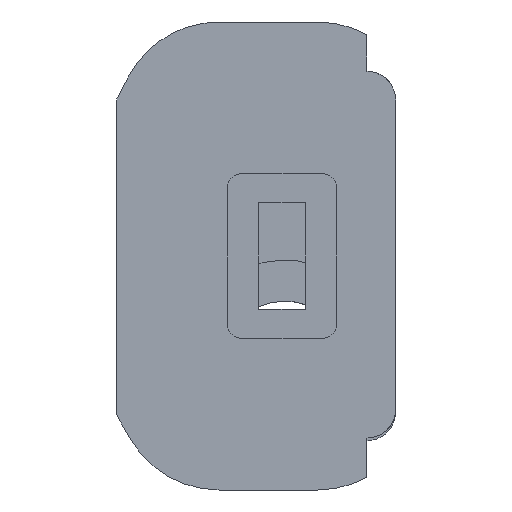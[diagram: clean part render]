
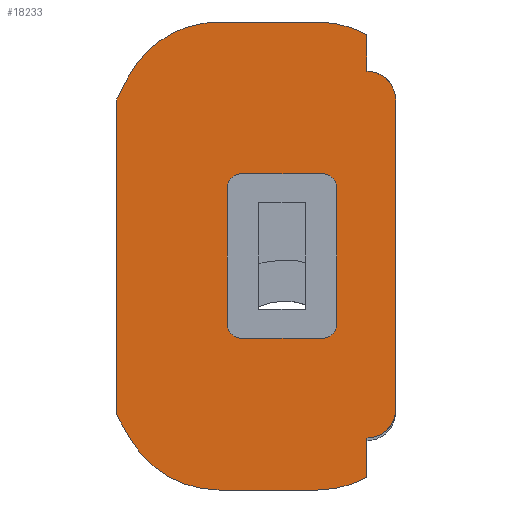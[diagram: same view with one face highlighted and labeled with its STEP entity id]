
A CAD part, left-side view. The second image highlights one B-rep face of the part: STEP entity #18233.
In plain terms, the highlighted planar face has unit normal (-1, 0, 0).
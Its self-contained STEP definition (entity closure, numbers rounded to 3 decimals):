
#2201=FACE_BOUND('',#3532,.T.);
#2291=CIRCLE('',#19288,1.);
#2292=CIRCLE('',#19291,1.);
#2294=CIRCLE('',#19308,2.1);
#2312=CIRCLE('',#19338,7.5);
#2313=CIRCLE('',#19340,7.5);
#2314=CIRCLE('',#19342,7.5);
#2315=CIRCLE('',#19345,7.5);
#2316=CIRCLE('',#19350,2.1);
#2317=CIRCLE('',#19351,1.);
#2318=CIRCLE('',#19352,1.);
#2493=FACE_OUTER_BOUND('',#3531,.T.);
#3531=EDGE_LOOP('',(#13410,#13411,#13412,#13413,#13414,#13415,#13416,#13417,
#13418,#13419,#13420,#13421,#13422,#13423));
#3532=EDGE_LOOP('',(#13424,#13425,#13426,#13427,#13428,#13429,#13430,#13431));
#4562=LINE('',#22216,#5920);
#4754=LINE('',#26266,#6112);
#4757=LINE('',#26274,#6115);
#4784=LINE('',#26336,#6142);
#4810=LINE('',#26428,#6168);
#4813=LINE('',#26436,#6171);
#4815=LINE('',#26439,#6173);
#4816=LINE('',#26441,#6174);
#4817=LINE('',#26443,#6175);
#4818=LINE('',#26446,#6176);
#4819=LINE('',#26448,#6177);
#4820=LINE('',#26452,#6178);
#5920=VECTOR('',#19841,10.);
#6112=VECTOR('',#20255,10.);
#6115=VECTOR('',#20264,10.);
#6142=VECTOR('',#20325,10.);
#6168=VECTOR('',#20419,10.);
#6171=VECTOR('',#20428,10.);
#6173=VECTOR('',#20432,10.);
#6174=VECTOR('',#20435,10.);
#6175=VECTOR('',#20438,10.);
#6176=VECTOR('',#20441,10.);
#6177=VECTOR('',#20442,10.);
#6178=VECTOR('',#20445,10.);
#7274=VERTEX_POINT('',#22209);
#7277=VERTEX_POINT('',#22214);
#8052=VERTEX_POINT('',#26258);
#8053=VERTEX_POINT('',#26260);
#8054=VERTEX_POINT('',#26264);
#8055=VERTEX_POINT('',#26268);
#8056=VERTEX_POINT('',#26272);
#8072=VERTEX_POINT('',#26328);
#8073=VERTEX_POINT('',#26330);
#8074=VERTEX_POINT('',#26334);
#8101=VERTEX_POINT('',#26410);
#8102=VERTEX_POINT('',#26412);
#8103=VERTEX_POINT('',#26416);
#8104=VERTEX_POINT('',#26418);
#8105=VERTEX_POINT('',#26422);
#8106=VERTEX_POINT('',#26424);
#8107=VERTEX_POINT('',#26430);
#8108=VERTEX_POINT('',#26432);
#8109=VERTEX_POINT('',#26444);
#8110=VERTEX_POINT('',#26447);
#8111=VERTEX_POINT('',#26449);
#8112=VERTEX_POINT('',#26451);
#9245=EDGE_CURVE('',#7277,#7274,#4562,.T.);
#10086=EDGE_CURVE('',#8053,#8052,#2291,.T.);
#10089=EDGE_CURVE('',#8052,#8054,#4754,.T.);
#10091=EDGE_CURVE('',#8054,#8055,#2292,.T.);
#10093=EDGE_CURVE('',#8055,#8056,#4757,.T.);
#10121=EDGE_CURVE('',#8072,#8073,#2294,.T.);
#10124=EDGE_CURVE('',#8072,#8074,#4784,.T.);
#10163=EDGE_CURVE('',#8101,#8102,#2312,.T.);
#10165=EDGE_CURVE('',#8104,#8103,#2313,.T.);
#10168=EDGE_CURVE('',#8106,#8105,#2314,.T.);
#10170=EDGE_CURVE('',#8105,#7274,#4810,.T.);
#10172=EDGE_CURVE('',#8108,#8107,#2315,.T.);
#10174=EDGE_CURVE('',#7277,#8108,#4813,.T.);
#10176=EDGE_CURVE('',#8103,#8073,#4815,.T.);
#10177=EDGE_CURVE('',#8102,#8106,#4816,.T.);
#10178=EDGE_CURVE('',#8104,#8107,#4817,.T.);
#10179=EDGE_CURVE('',#8109,#8074,#2316,.T.);
#10180=EDGE_CURVE('',#8109,#8101,#4818,.T.);
#10181=EDGE_CURVE('',#8110,#8053,#4819,.T.);
#10182=EDGE_CURVE('',#8056,#8111,#2317,.T.);
#10183=EDGE_CURVE('',#8111,#8112,#4820,.T.);
#10184=EDGE_CURVE('',#8112,#8110,#2318,.T.);
#13410=ORIENTED_EDGE('',*,*,#10163,.T.);
#13411=ORIENTED_EDGE('',*,*,#10177,.T.);
#13412=ORIENTED_EDGE('',*,*,#10168,.T.);
#13413=ORIENTED_EDGE('',*,*,#10170,.T.);
#13414=ORIENTED_EDGE('',*,*,#9245,.F.);
#13415=ORIENTED_EDGE('',*,*,#10174,.T.);
#13416=ORIENTED_EDGE('',*,*,#10172,.T.);
#13417=ORIENTED_EDGE('',*,*,#10178,.F.);
#13418=ORIENTED_EDGE('',*,*,#10165,.T.);
#13419=ORIENTED_EDGE('',*,*,#10176,.T.);
#13420=ORIENTED_EDGE('',*,*,#10121,.F.);
#13421=ORIENTED_EDGE('',*,*,#10124,.T.);
#13422=ORIENTED_EDGE('',*,*,#10179,.F.);
#13423=ORIENTED_EDGE('',*,*,#10180,.T.);
#13424=ORIENTED_EDGE('',*,*,#10181,.T.);
#13425=ORIENTED_EDGE('',*,*,#10086,.T.);
#13426=ORIENTED_EDGE('',*,*,#10089,.T.);
#13427=ORIENTED_EDGE('',*,*,#10091,.T.);
#13428=ORIENTED_EDGE('',*,*,#10093,.T.);
#13429=ORIENTED_EDGE('',*,*,#10182,.T.);
#13430=ORIENTED_EDGE('',*,*,#10183,.T.);
#13431=ORIENTED_EDGE('',*,*,#10184,.T.);
#17947=PLANE('',#19349);
#18233=ADVANCED_FACE('',(#2493,#2201),#17947,.T.);
#19288=AXIS2_PLACEMENT_3D('',#26261,#20249,#20250);
#19291=AXIS2_PLACEMENT_3D('',#26270,#20259,#20260);
#19308=AXIS2_PLACEMENT_3D('',#26331,#20319,#20320);
#19338=AXIS2_PLACEMENT_3D('',#26414,#20403,#20404);
#19340=AXIS2_PLACEMENT_3D('',#26419,#20408,#20409);
#19342=AXIS2_PLACEMENT_3D('',#26425,#20414,#20415);
#19345=AXIS2_PLACEMENT_3D('',#26433,#20423,#20424);
#19349=AXIS2_PLACEMENT_3D('',#26442,#20436,#20437);
#19350=AXIS2_PLACEMENT_3D('',#26445,#20439,#20440);
#19351=AXIS2_PLACEMENT_3D('',#26450,#20443,#20444);
#19352=AXIS2_PLACEMENT_3D('',#26453,#20446,#20447);
#19841=DIRECTION('',(0.,0.,1.));
#20249=DIRECTION('center_axis',(1.,0.,0.));
#20250=DIRECTION('ref_axis',(0.,0.,-1.));
#20255=DIRECTION('',(0.,1.,0.));
#20259=DIRECTION('center_axis',(1.,0.,0.));
#20260=DIRECTION('ref_axis',(0.,1.,0.));
#20264=DIRECTION('',(0.,0.,1.));
#20319=DIRECTION('center_axis',(1.,0.,0.));
#20320=DIRECTION('ref_axis',(0.,-0.707,-0.707));
#20325=DIRECTION('',(0.,0.,1.));
#20403=DIRECTION('center_axis',(-1.,0.,0.));
#20404=DIRECTION('ref_axis',(0.,-1.,0.));
#20408=DIRECTION('center_axis',(-1.,0.,0.));
#20409=DIRECTION('ref_axis',(0.,0.,-1.));
#20414=DIRECTION('center_axis',(-1.,0.,0.));
#20415=DIRECTION('ref_axis',(0.,0.,1.));
#20419=DIRECTION('',(0.,0.454,-0.891));
#20423=DIRECTION('center_axis',(-1.,0.,0.));
#20424=DIRECTION('ref_axis',(0.,1.,0.));
#20428=DIRECTION('',(0.,-0.498,-0.867));
#20432=DIRECTION('',(0.,0.,1.));
#20435=DIRECTION('',(0.,1.,0.));
#20436=DIRECTION('center_axis',(-1.,0.,0.));
#20437=DIRECTION('ref_axis',(0.,0.,1.));
#20438=DIRECTION('',(0.,1.,0.));
#20439=DIRECTION('center_axis',(1.,0.,0.));
#20440=DIRECTION('ref_axis',(0.,-0.707,0.707));
#20441=DIRECTION('',(0.,0.,1.));
#20442=DIRECTION('',(0.,0.,-1.));
#20443=DIRECTION('center_axis',(1.,0.,0.));
#20444=DIRECTION('ref_axis',(0.,0.,1.));
#20445=DIRECTION('',(0.,-1.,0.));
#20446=DIRECTION('center_axis',(1.,0.,0.));
#20447=DIRECTION('ref_axis',(0.,-1.,0.));
#22209=CARTESIAN_POINT('',(-3.1,20.4,11.4));
#22214=CARTESIAN_POINT('',(-3.1,20.4,-11.6));
#22216=CARTESIAN_POINT('',(-3.1,20.4,-8.55));
#26258=CARTESIAN_POINT('',(-3.1,5.3,-6.));
#26260=CARTESIAN_POINT('',(-3.1,4.3,-5.));
#26261=CARTESIAN_POINT('Origin',(-3.1,5.3,-5.));
#26264=CARTESIAN_POINT('',(-3.1,11.3,-6.));
#26266=CARTESIAN_POINT('',(-3.1,2.65,-6.));
#26268=CARTESIAN_POINT('',(-3.1,12.3,-5.));
#26270=CARTESIAN_POINT('Origin',(-3.1,11.3,-5.));
#26272=CARTESIAN_POINT('',(-3.1,12.3,5.));
#26274=CARTESIAN_POINT('',(-3.1,12.3,-11.05));
#26328=CARTESIAN_POINT('',(-3.1,0.,-11.2));
#26330=CARTESIAN_POINT('',(-3.1,2.1,-13.3));
#26331=CARTESIAN_POINT('Origin',(-3.1,2.1,-11.2));
#26334=CARTESIAN_POINT('',(-3.1,0.,11.4));
#26336=CARTESIAN_POINT('',(-3.1,0.,-17.1));
#26410=CARTESIAN_POINT('',(-3.1,2.1,16.18));
#26412=CARTESIAN_POINT('',(-3.1,5.7,17.1));
#26414=CARTESIAN_POINT('Origin',(-3.1,5.7,9.6));
#26416=CARTESIAN_POINT('',(-3.1,2.1,-16.18));
#26418=CARTESIAN_POINT('',(-3.1,5.7,-17.1));
#26419=CARTESIAN_POINT('Origin',(-3.1,5.7,-9.6));
#26422=CARTESIAN_POINT('',(-3.1,19.583,13.004));
#26424=CARTESIAN_POINT('',(-3.1,12.9,17.1));
#26425=CARTESIAN_POINT('Origin',(-3.1,12.9,9.6));
#26428=CARTESIAN_POINT('',(-3.1,23.653,5.012));
#26430=CARTESIAN_POINT('',(-3.1,12.9,-17.1));
#26432=CARTESIAN_POINT('',(-3.1,19.404,-13.334));
#26433=CARTESIAN_POINT('Origin',(-3.1,12.9,-9.6));
#26436=CARTESIAN_POINT('',(-3.1,16.684,-18.073));
#26439=CARTESIAN_POINT('',(-3.1,2.1,-16.575));
#26441=CARTESIAN_POINT('',(-3.1,0.,17.1));
#26442=CARTESIAN_POINT('Origin',(-3.1,0.,-17.1));
#26443=CARTESIAN_POINT('',(-3.1,18.6,-17.1));
#26444=CARTESIAN_POINT('',(-3.1,2.1,13.5));
#26445=CARTESIAN_POINT('Origin',(-3.1,2.1,11.4));
#26446=CARTESIAN_POINT('',(-3.1,2.1,-0.525));
#26447=CARTESIAN_POINT('',(-3.1,4.3,5.));
#26448=CARTESIAN_POINT('',(-3.1,4.3,-6.05));
#26449=CARTESIAN_POINT('',(-3.1,11.3,6.));
#26450=CARTESIAN_POINT('Origin',(-3.1,11.3,5.));
#26451=CARTESIAN_POINT('',(-3.1,5.3,6.));
#26452=CARTESIAN_POINT('',(-3.1,5.65,6.));
#26453=CARTESIAN_POINT('Origin',(-3.1,5.3,5.));
